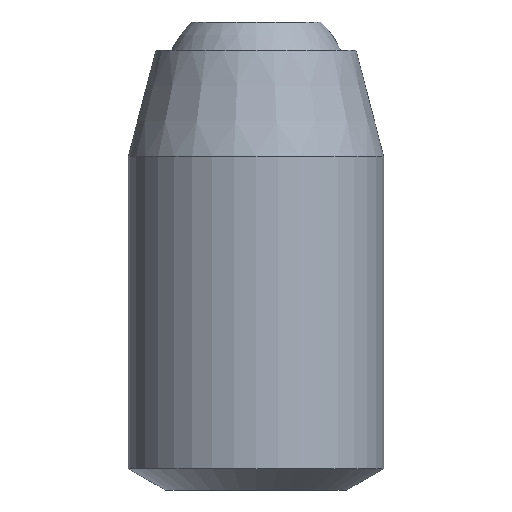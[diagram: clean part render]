
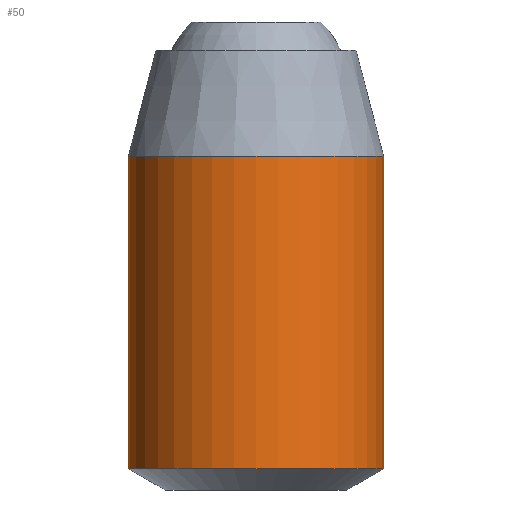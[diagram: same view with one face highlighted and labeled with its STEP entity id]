
A CAD part, front view. The second image highlights one B-rep face of the part: STEP entity #50.
In plain terms, the highlighted cylindrical face has radius 6 mm (diameter 12 mm), a full revolution.
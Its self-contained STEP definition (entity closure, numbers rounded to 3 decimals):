
#50 = ADVANCED_FACE( '', ( #110, #111 ), #112, .T. );
#110 = FACE_OUTER_BOUND( '', #184, .T. );
#111 = FACE_OUTER_BOUND( '', #185, .T. );
#112 = CYLINDRICAL_SURFACE( '', #186, 6. );
#184 = EDGE_LOOP( '', ( #266 ) );
#185 = EDGE_LOOP( '', ( #267 ) );
#186 = AXIS2_PLACEMENT_3D( '', #268, #269, #270 );
#266 = ORIENTED_EDGE( '', *, *, #409, .T. );
#267 = ORIENTED_EDGE( '', *, *, #410, .T. );
#268 = CARTESIAN_POINT( '', ( 0., 0., 20.68 ) );
#269 = DIRECTION( '', ( 0., 0., 1. ) );
#270 = DIRECTION( '', ( -1., 0., 0. ) );
#409 = EDGE_CURVE( '', #475, #475, #476, .T. );
#410 = EDGE_CURVE( '', #477, #477, #478, .F. );
#475 = VERTEX_POINT( '', #563 );
#476 = CIRCLE( '', #564, 6. );
#477 = VERTEX_POINT( '', #565 );
#478 = CIRCLE( '', #566, 6. );
#563 = CARTESIAN_POINT( '', ( 6., 0., 1. ) );
#564 = AXIS2_PLACEMENT_3D( '', #650, #651, #652 );
#565 = CARTESIAN_POINT( '', ( 6., 0., 15.68 ) );
#566 = AXIS2_PLACEMENT_3D( '', #653, #654, #655 );
#650 = CARTESIAN_POINT( '', ( 0., 0., 1. ) );
#651 = DIRECTION( '', ( 0., 0., 1. ) );
#652 = DIRECTION( '', ( 1., 0., 0. ) );
#653 = CARTESIAN_POINT( '', ( 0., 0., 15.68 ) );
#654 = DIRECTION( '', ( 0., 0., 1. ) );
#655 = DIRECTION( '', ( 1., 0., 0. ) );
